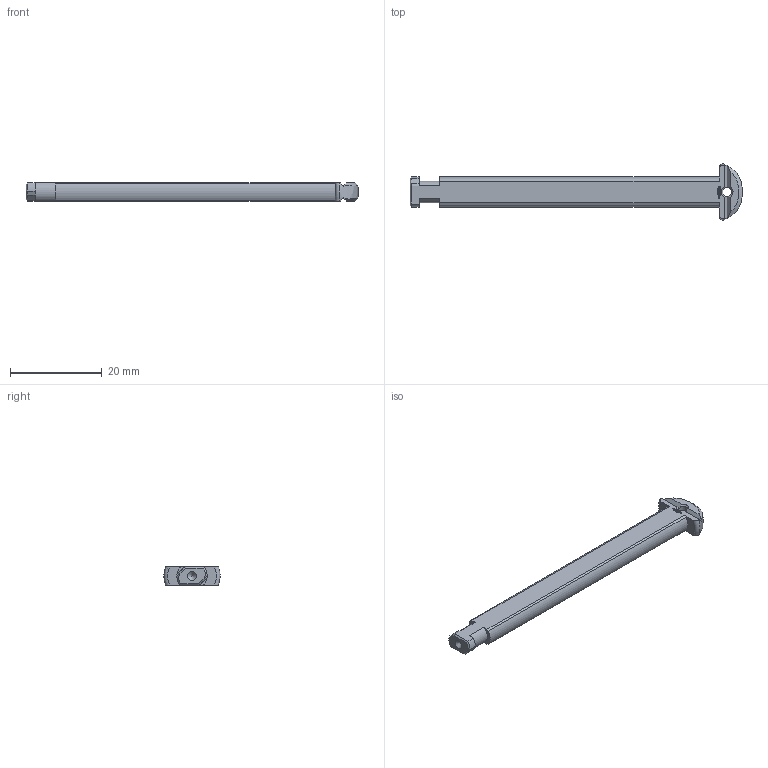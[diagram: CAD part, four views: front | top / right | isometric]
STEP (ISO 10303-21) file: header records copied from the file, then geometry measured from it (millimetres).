
FILE_DESCRIPTION(('FreeCAD Model'),'2;1');
FILE_NAME('Open CASCADE Shape Model','2022-06-09T15:04:08',('Author'),( ''),'Open CASCADE STEP processor 7.5','FreeCAD','Unknown');
FILE_SCHEMA(('AUTOMOTIVE_DESIGN { 1 0 10303 214 1 1 1 1 }'));
Length unit declared in the file: millimetre
Products named in the file (1): Pin CL RHD BU05.00 - SPN-PIN-0060 (stemfie.org)
Bounding box: 72.5 x 12.25 x 4 mm (x, y, z)
Volume: 1781.7 mm3; surface area: 1490.6 mm2
Topology: 1 solids, 1 shells, 489 faces, 1371 edges, 914 vertices
Faces by surface type: plane 325, bspline 147, cone 8, cylinder 7, torus 2
Full cylindrical faces by diameter (mm): 2 x1
Entity records: 36013 total; most frequent: CARTESIAN_POINT 10760, DIRECTION 3822, LINE 3038, VECTOR 3038, ORIENTED_EDGE 2738, PCURVE 2738, DEFINITIONAL_REPRESENTATION 2738, EDGE_CURVE 1369
